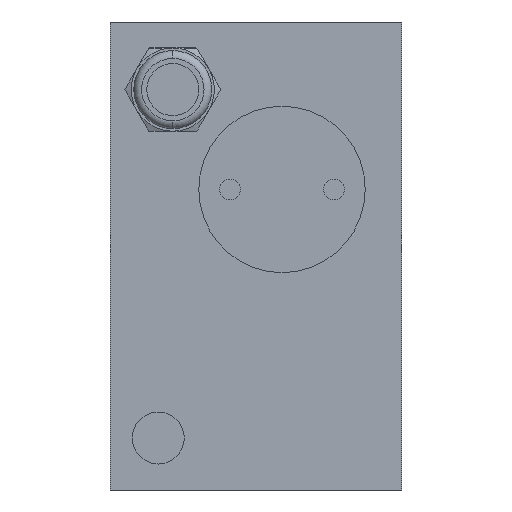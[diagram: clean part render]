
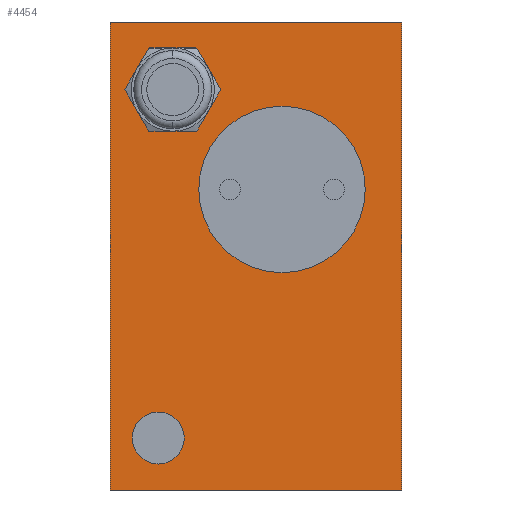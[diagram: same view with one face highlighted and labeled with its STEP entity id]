
A CAD part, left-side view. The second image highlights one B-rep face of the part: STEP entity #4454.
In plain terms, the highlighted planar face has unit normal (-1, 0, 0).
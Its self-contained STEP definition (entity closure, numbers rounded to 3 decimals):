
#73=DIRECTION('',(0.,-1.,0.));
#74=VECTOR('',#73,28.);
#75=CARTESIAN_POINT('',(0.,28.,0.));
#76=LINE('',#75,#74);
#515=DIRECTION('',(0.,0.,1.));
#516=VECTOR('',#515,45.);
#517=CARTESIAN_POINT('',(0.,28.,-45.));
#518=LINE('',#517,#516);
#559=DIRECTION('',(0.,-1.,0.));
#560=VECTOR('',#559,28.);
#561=CARTESIAN_POINT('',(0.,28.,-45.));
#562=LINE('',#561,#560);
#563=DIRECTION('',(0.,0.,1.));
#564=VECTOR('',#563,45.);
#565=CARTESIAN_POINT('',(0.,0.,-45.));
#566=LINE('',#565,#564);
#567=CARTESIAN_POINT('',(0.,11.5,-16.1));
#568=DIRECTION('',(1.,0.,0.));
#569=DIRECTION('',(0.,0.,-1.));
#570=AXIS2_PLACEMENT_3D('',#567,#568,#569);
#572=CARTESIAN_POINT('',(0.,11.5,-16.1));
#573=DIRECTION('',(1.,0.,0.));
#574=DIRECTION('',(0.,0.,1.));
#575=AXIS2_PLACEMENT_3D('',#572,#573,#574);
#577=CARTESIAN_POINT('',(0.,23.4,-40.));
#578=DIRECTION('',(1.,0.,0.));
#579=DIRECTION('',(0.,0.,-1.));
#580=AXIS2_PLACEMENT_3D('',#577,#578,#579);
#582=CARTESIAN_POINT('',(0.,23.4,-40.));
#583=DIRECTION('',(1.,0.,0.));
#584=DIRECTION('',(0.,0.,1.));
#585=AXIS2_PLACEMENT_3D('',#582,#583,#584);
#587=CARTESIAN_POINT('',(0.,22.,-6.5));
#588=DIRECTION('',(-1.,0.,0.));
#589=DIRECTION('',(0.,-0.866,0.5));
#590=AXIS2_PLACEMENT_3D('',#587,#588,#589);
#592=CARTESIAN_POINT('',(0.,22.,-6.5));
#593=DIRECTION('',(-1.,0.,0.));
#594=DIRECTION('',(0.,0.,1.));
#595=AXIS2_PLACEMENT_3D('',#592,#593,#594);
#597=CARTESIAN_POINT('',(0.,22.,-6.5));
#598=DIRECTION('',(-1.,0.,0.));
#599=DIRECTION('',(0.,0.866,0.5));
#600=AXIS2_PLACEMENT_3D('',#597,#598,#599);
#602=CARTESIAN_POINT('',(0.,22.,-6.5));
#603=DIRECTION('',(-1.,0.,0.));
#604=DIRECTION('',(0.,0.866,-0.5));
#605=AXIS2_PLACEMENT_3D('',#602,#603,#604);
#607=CARTESIAN_POINT('',(0.,22.,-6.5));
#608=DIRECTION('',(-1.,0.,0.));
#609=DIRECTION('',(0.,0.,-1.));
#610=AXIS2_PLACEMENT_3D('',#607,#608,#609);
#612=CARTESIAN_POINT('',(0.,22.,-6.5));
#613=DIRECTION('',(-1.,0.,0.));
#614=DIRECTION('',(0.,-0.866,-0.5));
#615=AXIS2_PLACEMENT_3D('',#612,#613,#614);
#3087=CARTESIAN_POINT('',(0.,0.,-45.));
#3088=VERTEX_POINT('',#3087);
#3089=CARTESIAN_POINT('',(0.,28.,-45.));
#3090=VERTEX_POINT('',#3089);
#3111=CARTESIAN_POINT('',(0.,0.,0.));
#3112=VERTEX_POINT('',#3111);
#3117=CARTESIAN_POINT('',(0.,28.,0.));
#3118=VERTEX_POINT('',#3117);
#3119=CARTESIAN_POINT('',(0.,11.5,-24.1));
#3120=CARTESIAN_POINT('',(0.,11.5,-8.1));
#3121=VERTEX_POINT('',#3119);
#3122=VERTEX_POINT('',#3120);
#3123=CARTESIAN_POINT('',(0.,23.4,-42.5));
#3124=CARTESIAN_POINT('',(0.,23.4,-37.5));
#3125=VERTEX_POINT('',#3123);
#3126=VERTEX_POINT('',#3124);
#3857=CARTESIAN_POINT('',(0.,18.536,-4.5));
#3858=CARTESIAN_POINT('',(0.,22.,-2.5));
#3859=VERTEX_POINT('',#3857);
#3860=VERTEX_POINT('',#3858);
#3861=CARTESIAN_POINT('',(0.,25.464,-8.5));
#3862=CARTESIAN_POINT('',(0.,22.,-10.5));
#3863=VERTEX_POINT('',#3861);
#3864=VERTEX_POINT('',#3862);
#3865=CARTESIAN_POINT('',(0.,18.536,-8.5));
#3866=VERTEX_POINT('',#3865);
#3867=CARTESIAN_POINT('',(0.,25.464,-4.5));
#3868=VERTEX_POINT('',#3867);
#4416=CARTESIAN_POINT('',(0.,14.,-22.5));
#4417=DIRECTION('',(1.,0.,0.));
#4418=DIRECTION('',(0.,-1.,0.));
#4419=AXIS2_PLACEMENT_3D('',#4416,#4417,#4418);
#4420=PLANE('',#4419);
#4421=ORIENTED_EDGE('',*,*,#4301,.F.);
#4422=ORIENTED_EDGE('',*,*,#4387,.T.);
#4423=ORIENTED_EDGE('',*,*,#3980,.T.);
#4425=ORIENTED_EDGE('',*,*,#4424,.F.);
#4426=EDGE_LOOP('',(#4421,#4422,#4423,#4425));
#4427=FACE_OUTER_BOUND('',#4426,.F.);
#4429=ORIENTED_EDGE('',*,*,#4428,.F.);
#4431=ORIENTED_EDGE('',*,*,#4430,.F.);
#4432=EDGE_LOOP('',(#4429,#4431));
#4433=FACE_BOUND('',#4432,.F.);
#4435=ORIENTED_EDGE('',*,*,#4434,.F.);
#4437=ORIENTED_EDGE('',*,*,#4436,.F.);
#4438=EDGE_LOOP('',(#4435,#4437));
#4439=FACE_BOUND('',#4438,.F.);
#4441=ORIENTED_EDGE('',*,*,#4440,.T.);
#4443=ORIENTED_EDGE('',*,*,#4442,.T.);
#4445=ORIENTED_EDGE('',*,*,#4444,.T.);
#4447=ORIENTED_EDGE('',*,*,#4446,.T.);
#4449=ORIENTED_EDGE('',*,*,#4448,.T.);
#4451=ORIENTED_EDGE('',*,*,#4450,.T.);
#4452=EDGE_LOOP('',(#4441,#4443,#4445,#4447,#4449,#4451));
#4453=FACE_BOUND('',#4452,.F.);
#4454=ADVANCED_FACE('',(#4427,#4433,#4439,#4453),#4420,.F.);
#571=CIRCLE('',#570,8.);
#576=CIRCLE('',#575,8.);
#581=CIRCLE('',#580,2.5);
#586=CIRCLE('',#585,2.5);
#591=CIRCLE('',#590,4.);
#596=CIRCLE('',#595,4.);
#601=CIRCLE('',#600,4.);
#606=CIRCLE('',#605,4.);
#611=CIRCLE('',#610,4.);
#616=CIRCLE('',#615,4.);
#3980=EDGE_CURVE('',#3118,#3112,#76,.T.);
#4301=EDGE_CURVE('',#3090,#3088,#562,.T.);
#4387=EDGE_CURVE('',#3090,#3118,#518,.T.);
#4424=EDGE_CURVE('',#3088,#3112,#566,.T.);
#4428=EDGE_CURVE('',#3121,#3122,#571,.T.);
#4430=EDGE_CURVE('',#3122,#3121,#576,.T.);
#4434=EDGE_CURVE('',#3125,#3126,#581,.T.);
#4436=EDGE_CURVE('',#3126,#3125,#586,.T.);
#4440=EDGE_CURVE('',#3859,#3860,#591,.T.);
#4442=EDGE_CURVE('',#3860,#3868,#596,.T.);
#4444=EDGE_CURVE('',#3868,#3863,#601,.T.);
#4446=EDGE_CURVE('',#3863,#3864,#606,.T.);
#4448=EDGE_CURVE('',#3864,#3866,#611,.T.);
#4450=EDGE_CURVE('',#3866,#3859,#616,.T.);
